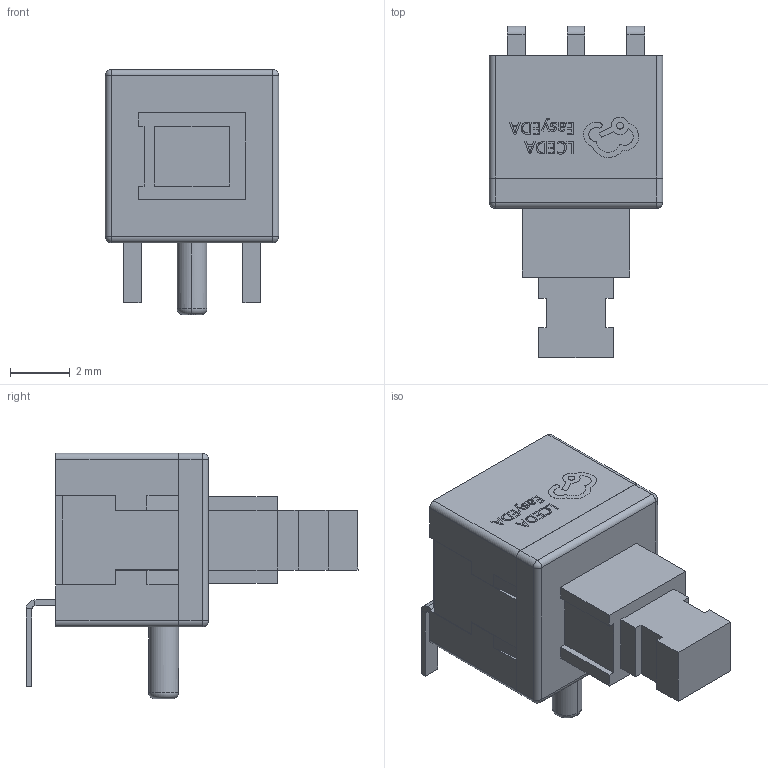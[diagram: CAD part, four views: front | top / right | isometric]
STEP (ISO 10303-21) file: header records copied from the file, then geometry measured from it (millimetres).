
FILE_DESCRIPTION (( 'STEP AP214' ), '1' );
FILE_NAME ('SW-TH_XKB5858-Z-C.step', '2022-07-26T18:10:46', ( '' ), ( '' ), 'SwSTEP 2.0', 'SolidWorks 2020', '' );
FILE_SCHEMA (( 'AUTOMOTIVE_DESIGN' ));
Length unit declared in the file: millimetre
Products named in the file (1): SW-TH_XKB5858-Z-C
Bounding box: 5.8 x 11.1 x 8.2 mm (x, y, z)
Volume: 208.8 mm3; surface area: 396.3 mm2
Topology: 18 solids, 18 shells, 430 faces, 1113 edges, 726 vertices
Faces by surface type: plane 292, bspline 112, cylinder 20, sphere 4, torus 2
Entity records: 18414 total; most frequent: CARTESIAN_POINT 4370, ORIENTED_EDGE 2218, DIRECTION 1565, EDGE_CURVE 1109, LINE 835, VECTOR 835, VERTEX_POINT 726, EDGE_LOOP 453
